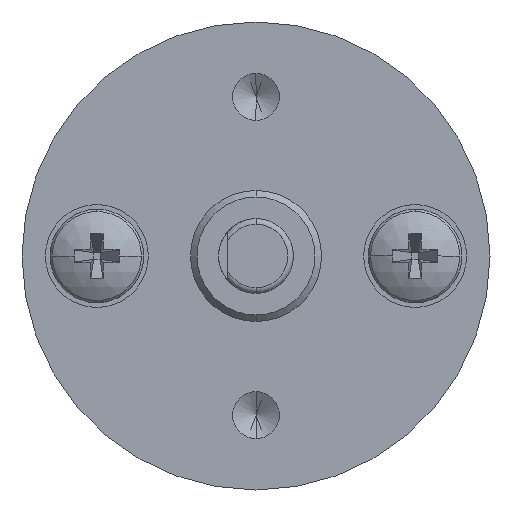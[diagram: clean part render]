
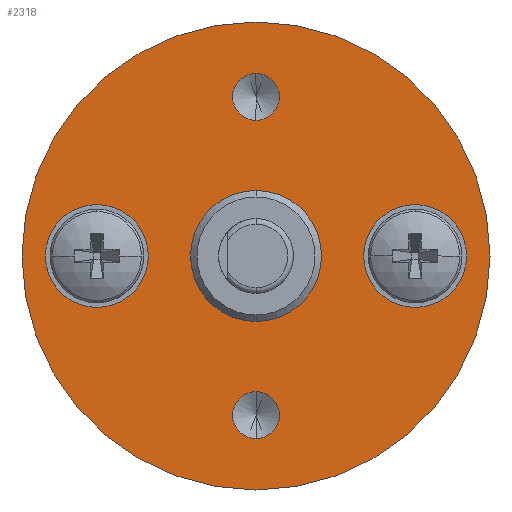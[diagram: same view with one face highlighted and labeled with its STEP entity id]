
A CAD part, left-side view. The second image highlights one B-rep face of the part: STEP entity #2318.
In plain terms, the highlighted planar face has unit normal (-1, 0, 0).
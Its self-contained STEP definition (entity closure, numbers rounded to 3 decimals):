
#43 = DIRECTION ( 'NONE',  ( 0., 0., 1. ) ) ;
#75 = ORIENTED_EDGE ( 'NONE', *, *, #2568, .F. ) ;
#120 = ORIENTED_EDGE ( 'NONE', *, *, #5278, .T. ) ;
#266 = VERTEX_POINT ( 'NONE', #513 ) ;
#314 = AXIS2_PLACEMENT_3D ( 'NONE', #3087, #2361, #3557 ) ;
#353 = DIRECTION ( 'NONE',  ( -1., 0., 0. ) ) ;
#366 = DIRECTION ( 'NONE',  ( 0., 0., -1. ) ) ;
#395 = CIRCLE ( 'NONE', #3020, 2.75 ) ;
#399 = CARTESIAN_POINT ( 'NONE',  ( 0., 0., 7.25 ) ) ;
#430 = ORIENTED_EDGE ( 'NONE', *, *, #3976, .F. ) ;
#510 = DIRECTION ( 'NONE',  ( -1., 0., 0. ) ) ;
#513 = CARTESIAN_POINT ( 'NONE',  ( 0., 0., -7.25 ) ) ;
#529 = CIRCLE ( 'NONE', #314, 1.25 ) ;
#544 = DIRECTION ( 'NONE',  ( 0., 0., 1. ) ) ;
#547 = CARTESIAN_POINT ( 'NONE',  ( 0., 8.5, 0. ) ) ;
#555 = CARTESIAN_POINT ( 'NONE',  ( 0., 0., 12.5 ) ) ;
#659 = DIRECTION ( 'NONE',  ( -1., 0., 0. ) ) ;
#670 = CIRCLE ( 'NONE', #4651, 3.5 ) ;
#673 = AXIS2_PLACEMENT_3D ( 'NONE', #2633, #3394, #3032 ) ;
#746 = AXIS2_PLACEMENT_3D ( 'NONE', #1512, #353, #3114 ) ;
#769 = CIRCLE ( 'NONE', #5086, 1.25 ) ;
#779 = FACE_BOUND ( 'NONE', #4607, .T. ) ;
#781 = EDGE_CURVE ( 'NONE', #266, #2914, #529, .T. ) ;
#797 = DIRECTION ( 'NONE',  ( -1., 0., 0. ) ) ;
#924 = EDGE_CURVE ( 'NONE', #1331, #5198, #670, .T. ) ;
#941 = AXIS2_PLACEMENT_3D ( 'NONE', #4399, #659, #4066 ) ;
#998 = CIRCLE ( 'NONE', #4734, 2.75 ) ;
#1032 = VERTEX_POINT ( 'NONE', #4509 ) ;
#1055 = FACE_OUTER_BOUND ( 'NONE', #1909, .T. ) ;
#1101 = CIRCLE ( 'NONE', #941, 1.25 ) ;
#1149 = VERTEX_POINT ( 'NONE', #1819 ) ;
#1151 = AXIS2_PLACEMENT_3D ( 'NONE', #547, #2597, #3907 ) ;
#1231 = CIRCLE ( 'NONE', #1151, 2.75 ) ;
#1245 = CARTESIAN_POINT ( 'NONE',  ( 0., -8.5, 2.75 ) ) ;
#1331 = VERTEX_POINT ( 'NONE', #1961 ) ;
#1391 = DIRECTION ( 'NONE',  ( 0., 0., 1. ) ) ;
#1512 = CARTESIAN_POINT ( 'NONE',  ( 0., 0., 0. ) ) ;
#1559 = AXIS2_PLACEMENT_3D ( 'NONE', #5020, #510, #1391 ) ;
#1577 = CIRCLE ( 'NONE', #4622, 12.5 ) ;
#1604 = CARTESIAN_POINT ( 'NONE',  ( 0., 0., -9.75 ) ) ;
#1647 = EDGE_CURVE ( 'NONE', #3346, #3467, #3593, .T. ) ;
#1654 = VERTEX_POINT ( 'NONE', #2279 ) ;
#1664 = EDGE_LOOP ( 'NONE', ( #3435, #1811 ) ) ;
#1732 = DIRECTION ( 'NONE',  ( -1., 0., 0. ) ) ;
#1811 = ORIENTED_EDGE ( 'NONE', *, *, #4616, .F. ) ;
#1819 = CARTESIAN_POINT ( 'NONE',  ( 0., 0., -12.5 ) ) ;
#1832 = CARTESIAN_POINT ( 'NONE',  ( 0., -8.5, 0. ) ) ;
#1862 = ORIENTED_EDGE ( 'NONE', *, *, #781, .F. ) ;
#1909 = EDGE_LOOP ( 'NONE', ( #120, #3749 ) ) ;
#1961 = CARTESIAN_POINT ( 'NONE',  ( 0., 0., -3.5 ) ) ;
#2090 = CARTESIAN_POINT ( 'NONE',  ( 0., 3.5, 0. ) ) ;
#2161 = CARTESIAN_POINT ( 'NONE',  ( 0., 0., 8.5 ) ) ;
#2207 = AXIS2_PLACEMENT_3D ( 'NONE', #2161, #2560, #544 ) ;
#2246 = CARTESIAN_POINT ( 'NONE',  ( 0., 0., 3.5 ) ) ;
#2279 = CARTESIAN_POINT ( 'NONE',  ( 0., 8.5, -2.75 ) ) ;
#2318 = ADVANCED_FACE ( 'NONE', ( #779, #4464, #2579, #2586, #4665, #1055 ), #4809, .F. ) ;
#2323 = CIRCLE ( 'NONE', #746, 12.5 ) ;
#2357 = DIRECTION ( 'NONE',  ( 0., 0., 1. ) ) ;
#2361 = DIRECTION ( 'NONE',  ( -1., 0., 0. ) ) ;
#2560 = DIRECTION ( 'NONE',  ( -1., 0., 0. ) ) ;
#2568 = EDGE_CURVE ( 'NONE', #5175, #1654, #1231, .T. ) ;
#2579 = FACE_BOUND ( 'NONE', #5251, .T. ) ;
#2586 = FACE_BOUND ( 'NONE', #3562, .T. ) ;
#2597 = DIRECTION ( 'NONE',  ( -1., 0., 0. ) ) ;
#2602 = EDGE_CURVE ( 'NONE', #5198, #1331, #4894, .T. ) ;
#2633 = CARTESIAN_POINT ( 'NONE',  ( 0., 0., 0. ) ) ;
#2691 = DIRECTION ( 'NONE',  ( -1., 0., 0. ) ) ;
#2726 = DIRECTION ( 'NONE',  ( -1., 0., 0. ) ) ;
#2868 = EDGE_CURVE ( 'NONE', #1032, #4816, #769, .T. ) ;
#2914 = VERTEX_POINT ( 'NONE', #1604 ) ;
#2936 = CARTESIAN_POINT ( 'NONE',  ( 0., 0., 0. ) ) ;
#3020 = AXIS2_PLACEMENT_3D ( 'NONE', #3698, #2726, #4379 ) ;
#3032 = DIRECTION ( 'NONE',  ( 0., 0., 1. ) ) ;
#3087 = CARTESIAN_POINT ( 'NONE',  ( 0., 0., -8.5 ) ) ;
#3114 = DIRECTION ( 'NONE',  ( 0., 0., 1. ) ) ;
#3120 = EDGE_LOOP ( 'NONE', ( #3755, #3780 ) ) ;
#3123 = DIRECTION ( 'NONE',  ( 0., 0., 1. ) ) ;
#3138 = CARTESIAN_POINT ( 'NONE',  ( 0., 0., 0. ) ) ;
#3167 = EDGE_CURVE ( 'NONE', #2914, #266, #1101, .T. ) ;
#3223 = CARTESIAN_POINT ( 'NONE',  ( 0., 0., 8.5 ) ) ;
#3346 = VERTEX_POINT ( 'NONE', #1245 ) ;
#3394 = DIRECTION ( 'NONE',  ( -1., 0., 0. ) ) ;
#3425 = EDGE_CURVE ( 'NONE', #1149, #5255, #1577, .T. ) ;
#3435 = ORIENTED_EDGE ( 'NONE', *, *, #1647, .F. ) ;
#3467 = VERTEX_POINT ( 'NONE', #3945 ) ;
#3557 = DIRECTION ( 'NONE',  ( 0., 0., 1. ) ) ;
#3562 = EDGE_LOOP ( 'NONE', ( #1862, #4503 ) ) ;
#3593 = CIRCLE ( 'NONE', #1559, 2.75 ) ;
#3655 = AXIS2_PLACEMENT_3D ( 'NONE', #2090, #4161, #366 ) ;
#3698 = CARTESIAN_POINT ( 'NONE',  ( 0., 8.5, 0. ) ) ;
#3749 = ORIENTED_EDGE ( 'NONE', *, *, #3425, .T. ) ;
#3755 = ORIENTED_EDGE ( 'NONE', *, *, #2602, .F. ) ;
#3780 = ORIENTED_EDGE ( 'NONE', *, *, #924, .F. ) ;
#3871 = CIRCLE ( 'NONE', #2207, 1.25 ) ;
#3907 = DIRECTION ( 'NONE',  ( 0., 0., 1. ) ) ;
#3945 = CARTESIAN_POINT ( 'NONE',  ( 0., -8.5, -2.75 ) ) ;
#3976 = EDGE_CURVE ( 'NONE', #4816, #1032, #3871, .T. ) ;
#4066 = DIRECTION ( 'NONE',  ( 0., 0., 1. ) ) ;
#4149 = EDGE_CURVE ( 'NONE', #1654, #5175, #395, .T. ) ;
#4161 = DIRECTION ( 'NONE',  ( 1., 0., 0. ) ) ;
#4295 = DIRECTION ( 'NONE',  ( 0., 0., 1. ) ) ;
#4305 = CARTESIAN_POINT ( 'NONE',  ( 0., 8.5, 2.75 ) ) ;
#4379 = DIRECTION ( 'NONE',  ( 0., 0., 1. ) ) ;
#4399 = CARTESIAN_POINT ( 'NONE',  ( 0., 0., -8.5 ) ) ;
#4464 = FACE_BOUND ( 'NONE', #1664, .T. ) ;
#4503 = ORIENTED_EDGE ( 'NONE', *, *, #3167, .F. ) ;
#4509 = CARTESIAN_POINT ( 'NONE',  ( 0., 0., 9.75 ) ) ;
#4607 = EDGE_LOOP ( 'NONE', ( #75, #5321 ) ) ;
#4616 = EDGE_CURVE ( 'NONE', #3467, #3346, #998, .T. ) ;
#4622 = AXIS2_PLACEMENT_3D ( 'NONE', #3138, #2691, #4295 ) ;
#4651 = AXIS2_PLACEMENT_3D ( 'NONE', #2936, #1732, #43 ) ;
#4665 = FACE_BOUND ( 'NONE', #3120, .T. ) ;
#4733 = DIRECTION ( 'NONE',  ( -1., 0., 0. ) ) ;
#4734 = AXIS2_PLACEMENT_3D ( 'NONE', #1832, #4733, #3123 ) ;
#4809 = PLANE ( 'NONE',  #3655 ) ;
#4816 = VERTEX_POINT ( 'NONE', #399 ) ;
#4894 = CIRCLE ( 'NONE', #673, 3.5 ) ;
#5020 = CARTESIAN_POINT ( 'NONE',  ( 0., -8.5, 0. ) ) ;
#5086 = AXIS2_PLACEMENT_3D ( 'NONE', #3223, #797, #2357 ) ;
#5175 = VERTEX_POINT ( 'NONE', #4305 ) ;
#5198 = VERTEX_POINT ( 'NONE', #2246 ) ;
#5251 = EDGE_LOOP ( 'NONE', ( #5281, #430 ) ) ;
#5255 = VERTEX_POINT ( 'NONE', #555 ) ;
#5278 = EDGE_CURVE ( 'NONE', #5255, #1149, #2323, .T. ) ;
#5281 = ORIENTED_EDGE ( 'NONE', *, *, #2868, .F. ) ;
#5321 = ORIENTED_EDGE ( 'NONE', *, *, #4149, .F. ) ;
